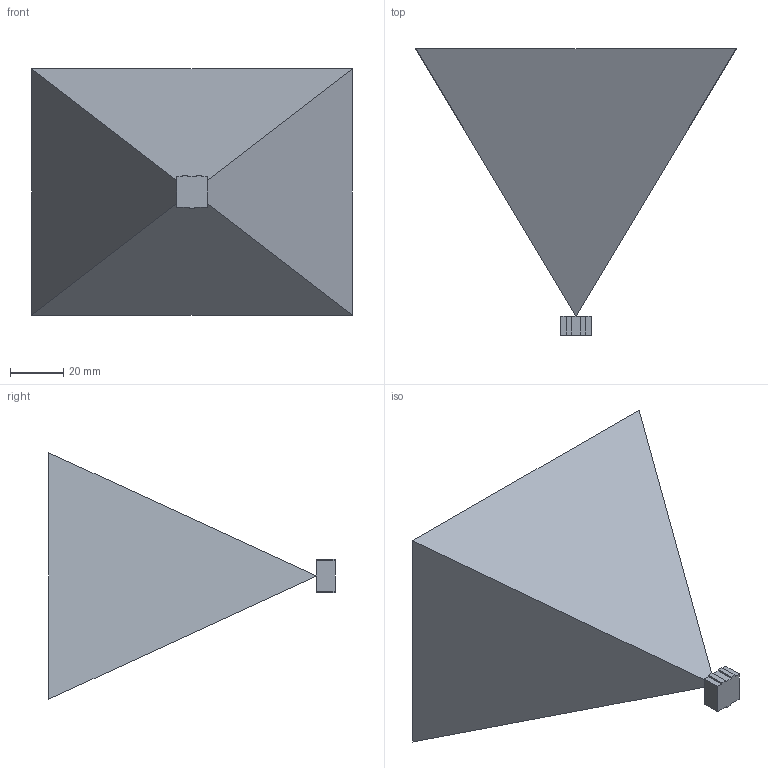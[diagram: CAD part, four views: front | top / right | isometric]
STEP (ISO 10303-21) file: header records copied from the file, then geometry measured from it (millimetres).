
FILE_DESCRIPTION (( 'STEP AP214' ), '1' );
FILE_NAME ('Flir-Kamera-mit-Sichtkegel.STEP', '2017-11-19T20:09:21', ( '' ), ( '' ), 'SwSTEP 2.0', 'SolidWorks 2013', '' );
FILE_SCHEMA (( 'AUTOMOTIVE_DESIGN' ));
Length unit declared in the file: millimetre
Products named in the file (1): Flir-Kamera-mit-Sichtkegel
Bounding box: 119.7 x 107 x 92.2 mm (x, y, z)
Volume: 368826.4 mm3; surface area: 35580.9 mm2
Topology: 2 solids, 2 shells, 23 faces, 56 edges, 37 vertices
Faces by surface type: plane 23
Entity records: 738 total; most frequent: CARTESIAN_POINT 117, ORIENTED_EDGE 112, DIRECTION 104, VECTOR 56, LINE 56, EDGE_CURVE 56, VERTEX_POINT 37, AXIS2_PLACEMENT_3D 24
